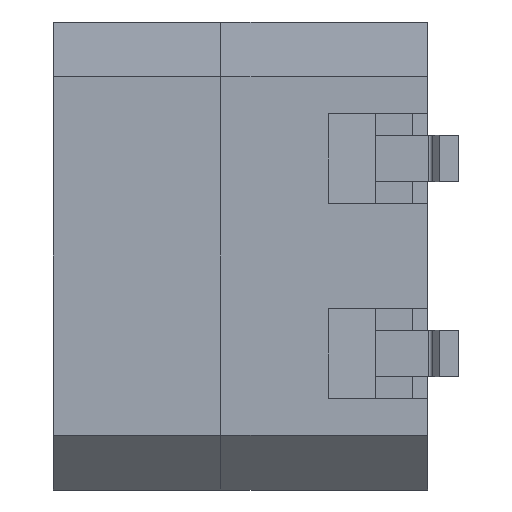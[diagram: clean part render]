
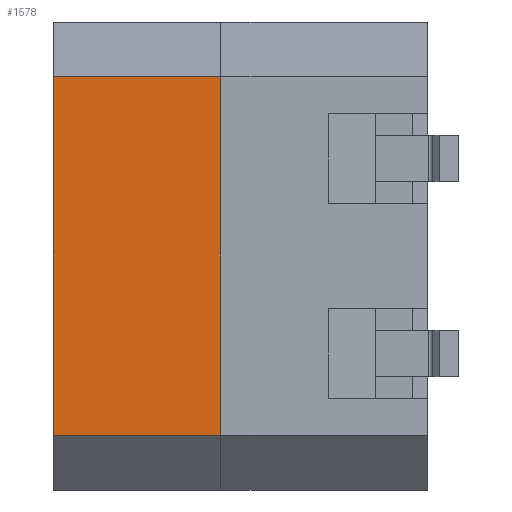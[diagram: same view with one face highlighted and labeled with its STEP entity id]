
A CAD part, left-side view. The second image highlights one B-rep face of the part: STEP entity #1578.
In plain terms, the highlighted planar face has unit normal (-1, 0, 0).
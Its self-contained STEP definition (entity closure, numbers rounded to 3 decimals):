
#32 = VECTOR ( 'NONE', #197, 1000. ) ;
#62 = EDGE_CURVE ( 'NONE', #1264, #244, #413, .T. ) ;
#75 = DIRECTION ( 'NONE',  ( 0., 0., 1. ) ) ;
#122 = EDGE_CURVE ( 'NONE', #244, #688, #2504, .T. ) ;
#166 = LINE ( 'NONE', #626, #32 ) ;
#183 = VECTOR ( 'NONE', #297, 1000. ) ;
#197 = DIRECTION ( 'NONE',  ( 0., 1., 0. ) ) ;
#244 = VERTEX_POINT ( 'NONE', #2447 ) ;
#246 = VERTEX_POINT ( 'NONE', #2052 ) ;
#297 = DIRECTION ( 'NONE',  ( 0., 1., 0. ) ) ;
#336 = EDGE_CURVE ( 'NONE', #246, #1264, #897, .T. ) ;
#413 = LINE ( 'NONE', #2622, #183 ) ;
#521 = ORIENTED_EDGE ( 'NONE', *, *, #2641, .T. ) ;
#606 = CARTESIAN_POINT ( 'NONE',  ( -3.55, 3.05, 2.3 ) ) ;
#626 = CARTESIAN_POINT ( 'NONE',  ( -3.55, -9.296, 2.3 ) ) ;
#688 = VERTEX_POINT ( 'NONE', #2117 ) ;
#692 = AXIS2_PLACEMENT_3D ( 'NONE', #2394, #2515, #1934 ) ;
#897 = LINE ( 'NONE', #606, #2104 ) ;
#1015 = ORIENTED_EDGE ( 'NONE', *, *, #62, .F. ) ;
#1264 = VERTEX_POINT ( 'NONE', #2635 ) ;
#1578 = ADVANCED_FACE ( 'NONE', ( #2215 ), #2151, .T. ) ;
#1652 = EDGE_LOOP ( 'NONE', ( #2096, #521, #2005, #1015 ) ) ;
#1934 = DIRECTION ( 'NONE',  ( 0., 0., 1. ) ) ;
#2005 = ORIENTED_EDGE ( 'NONE', *, *, #122, .F. ) ;
#2052 = CARTESIAN_POINT ( 'NONE',  ( -3.55, 3.05, 2.3 ) ) ;
#2096 = ORIENTED_EDGE ( 'NONE', *, *, #336, .F. ) ;
#2104 = VECTOR ( 'NONE', #2296, 1000. ) ;
#2117 = CARTESIAN_POINT ( 'NONE',  ( -3.55, 5.2, 2.3 ) ) ;
#2151 = PLANE ( 'NONE',  #692 ) ;
#2215 = FACE_OUTER_BOUND ( 'NONE', #1652, .T. ) ;
#2296 = DIRECTION ( 'NONE',  ( 0., 0., -1. ) ) ;
#2368 = VECTOR ( 'NONE', #75, 1000. ) ;
#2394 = CARTESIAN_POINT ( 'NONE',  ( -3.55, -9.296, 2.3 ) ) ;
#2447 = CARTESIAN_POINT ( 'NONE',  ( -3.55, 5.2, -2.3 ) ) ;
#2504 = LINE ( 'NONE', #2613, #2368 ) ;
#2515 = DIRECTION ( 'NONE',  ( -1., 0., 0. ) ) ;
#2613 = CARTESIAN_POINT ( 'NONE',  ( -3.55, 5.2, 2.3 ) ) ;
#2622 = CARTESIAN_POINT ( 'NONE',  ( -3.55, -9.296, -2.3 ) ) ;
#2635 = CARTESIAN_POINT ( 'NONE',  ( -3.55, 3.05, -2.3 ) ) ;
#2641 = EDGE_CURVE ( 'NONE', #246, #688, #166, .T. ) ;
